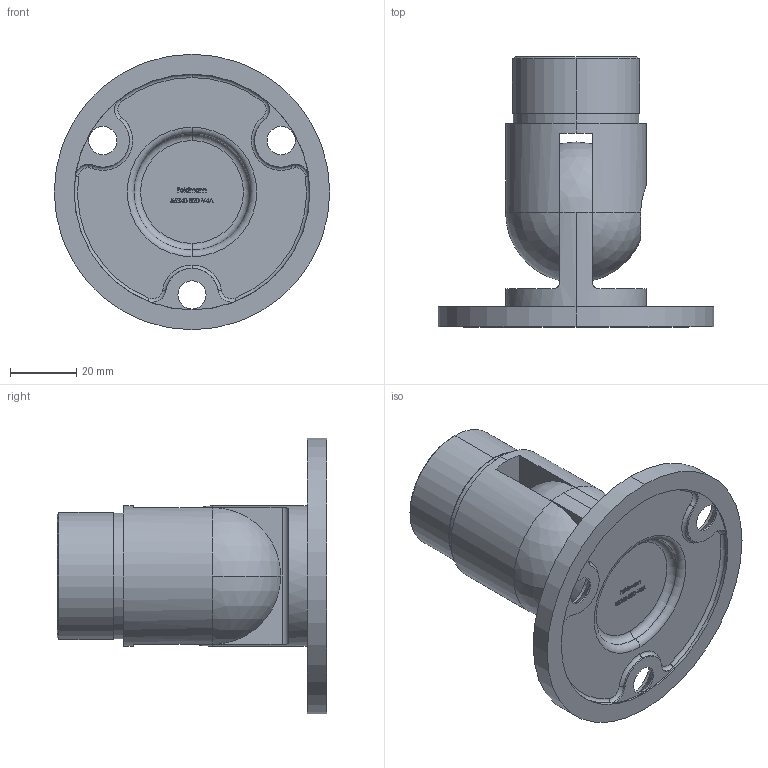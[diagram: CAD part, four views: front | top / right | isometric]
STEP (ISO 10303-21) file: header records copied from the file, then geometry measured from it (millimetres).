
FILE_DESCRIPTION (( 'STEP AP203' ), '1' );
FILE_NAME ('56240-320-V4A.step', '2020-12-10T14:51:13', ( '' ), ( '' ), 'SwSTEP 2.0', 'SolidWorks 2018', '' );
FILE_SCHEMA (( 'CONFIG_CONTROL_DESIGN' ));
Length unit declared in the file: millimetre
Products named in the file (7): 5624X-320 Teil1_56240-320-V4A Teil1; socket countersunk head screw_din; 56240-320-V4A; socket countersunk head screw_din_DIN 7991 - M8 x 30 --- 30S; 5624X-320 Teil2_56240-320-V4A Teil2; 5624X-320 Teil1; 5624X-320 Teil2
Assembly tree (3 placements, depth 2):
  socket countersunk head screw_din
  56240-320-V4A
    5624X-320 Teil1_56240-320-V4A Teil1
    5624X-320 Teil2_56240-320-V4A Teil2
    socket countersunk head screw_din_DIN 7991 - M8 x 30 --- 30S
  5624X-320 Teil1
  5624X-320 Teil2
Bounding box: 83 x 81.3 x 83 mm (x, y, z)
Volume: 77887.8 mm3; surface area: 35593.6 mm2
Topology: 3 solids, 3 shells, 524 faces, 1347 edges, 864 vertices
Faces by surface type: plane 193, bspline 109, cone 96, cylinder 91, torus 26, sphere 9
Entity records: 22689 total; most frequent: CARTESIAN_POINT 9736, ORIENTED_EDGE 2686, DIRECTION 2357, EDGE_CURVE 1343, VERTEX_POINT 863, AXIS2_PLACEMENT_3D 816, LINE 725, VECTOR 725
